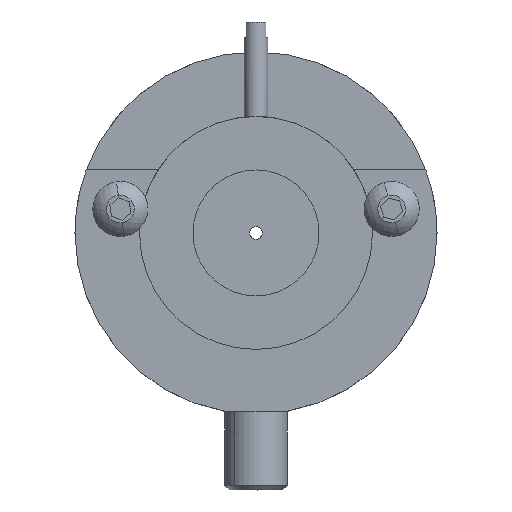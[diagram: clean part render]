
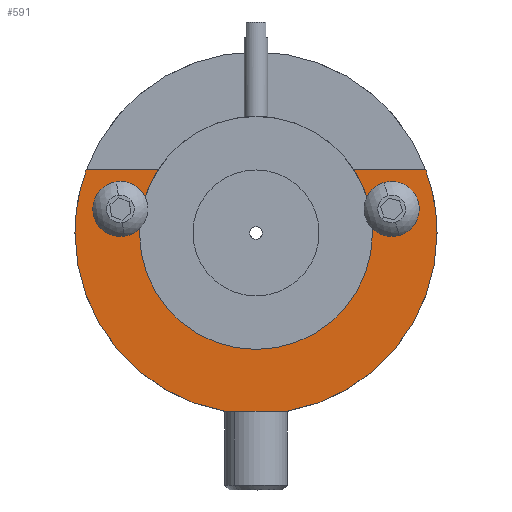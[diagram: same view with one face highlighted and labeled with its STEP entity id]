
A CAD part, top view. The second image highlights one B-rep face of the part: STEP entity #591.
In plain terms, the highlighted planar face has unit normal (0, 0, 1).
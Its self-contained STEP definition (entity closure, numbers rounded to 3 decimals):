
#5 = DIRECTION ( 'NONE',  ( 0., 0., 1. ) ) ;
#32 = DIRECTION ( 'NONE',  ( 0., 0., 1. ) ) ;
#54 = EDGE_LOOP ( 'NONE', ( #1463, #2626 ) ) ;
#56 = VECTOR ( 'NONE', #1177, 1000. ) ;
#63 = CARTESIAN_POINT ( 'NONE',  ( -9.417, 1.519, 2.25 ) ) ;
#82 = DIRECTION ( 'NONE',  ( 0., 0., 1. ) ) ;
#129 = VERTEX_POINT ( 'NONE', #784 ) ;
#163 = CARTESIAN_POINT ( 'NONE',  ( -2., -11.325, 2.25 ) ) ;
#181 = VERTEX_POINT ( 'NONE', #1631 ) ;
#241 = DIRECTION ( 'NONE',  ( 0., 0., 1. ) ) ;
#248 = VERTEX_POINT ( 'NONE', #1621 ) ;
#263 = DIRECTION ( 'NONE',  ( 0., 0., 1. ) ) ;
#288 = CIRCLE ( 'NONE', #1311, 11.5 ) ;
#305 = VECTOR ( 'NONE', #1759, 1000. ) ;
#309 = AXIS2_PLACEMENT_3D ( 'NONE', #1820, #5, #2462 ) ;
#318 = VECTOR ( 'NONE', #2147, 1000. ) ;
#350 = VERTEX_POINT ( 'NONE', #63 ) ;
#406 = ORIENTED_EDGE ( 'NONE', *, *, #2333, .F. ) ;
#407 = FACE_BOUND ( 'NONE', #54, .T. ) ;
#434 = DIRECTION ( 'NONE',  ( 1., 0., 0. ) ) ;
#466 = EDGE_CURVE ( 'NONE', #1004, #483, #1020, .T. ) ;
#483 = VERTEX_POINT ( 'NONE', #1569 ) ;
#516 = DIRECTION ( 'NONE',  ( 0., 0., 1. ) ) ;
#531 = VERTEX_POINT ( 'NONE', #1589 ) ;
#590 = CARTESIAN_POINT ( 'NONE',  ( 0., 0., 2.25 ) ) ;
#591 = ADVANCED_FACE ( 'NONE', ( #632, #407, #1675 ), #605, .T. ) ;
#592 = AXIS2_PLACEMENT_3D ( 'NONE', #1471, #1633, #2287 ) ;
#594 = EDGE_CURVE ( 'NONE', #129, #1034, #975, .T. ) ;
#605 = PLANE ( 'NONE',  #897 ) ;
#613 = EDGE_CURVE ( 'NONE', #350, #248, #1614, .T. ) ;
#632 = FACE_BOUND ( 'NONE', #1127, .T. ) ;
#736 = ORIENTED_EDGE ( 'NONE', *, *, #1105, .T. ) ;
#747 = DIRECTION ( 'NONE',  ( 1., 0., 0. ) ) ;
#754 = DIRECTION ( 'NONE',  ( 1., 0., 0. ) ) ;
#784 = CARTESIAN_POINT ( 'NONE',  ( 7.4, 0., 2.25 ) ) ;
#813 = LINE ( 'NONE', #1626, #56 ) ;
#826 = DIRECTION ( 'NONE',  ( 1., 0., 0. ) ) ;
#865 = ORIENTED_EDGE ( 'NONE', *, *, #466, .F. ) ;
#877 = AXIS2_PLACEMENT_3D ( 'NONE', #1705, #1858, #1476 ) ;
#897 = AXIS2_PLACEMENT_3D ( 'NONE', #1875, #1642, #826 ) ;
#923 = AXIS2_PLACEMENT_3D ( 'NONE', #1146, #516, #2575 ) ;
#932 = VERTEX_POINT ( 'NONE', #163 ) ;
#944 = LINE ( 'NONE', #1152, #305 ) ;
#958 = CIRCLE ( 'NONE', #1812, 11.5 ) ;
#975 = CIRCLE ( 'NONE', #1241, 7.4 ) ;
#1004 = VERTEX_POINT ( 'NONE', #1433 ) ;
#1015 = EDGE_CURVE ( 'NONE', #483, #129, #2478, .T. ) ;
#1020 = CIRCLE ( 'NONE', #1407, 7.4 ) ;
#1034 = VERTEX_POINT ( 'NONE', #1419 ) ;
#1084 = CARTESIAN_POINT ( 'NONE',  ( 2., -11.325, 2.25 ) ) ;
#1088 = CARTESIAN_POINT ( 'NONE',  ( 0., 0., 2.25 ) ) ;
#1105 = EDGE_CURVE ( 'NONE', #2579, #1234, #288, .T. ) ;
#1115 = EDGE_LOOP ( 'NONE', ( #406, #2288, #1472, #1468, #1509, #1121, #865, #2357, #736, #1519 ) ) ;
#1121 = ORIENTED_EDGE ( 'NONE', *, *, #1015, .F. ) ;
#1127 = EDGE_LOOP ( 'NONE', ( #2075, #1292 ) ) ;
#1128 = CIRCLE ( 'NONE', #1466, 11.5 ) ;
#1146 = CARTESIAN_POINT ( 'NONE',  ( -8.617, 1.519, 2.25 ) ) ;
#1152 = CARTESIAN_POINT ( 'NONE',  ( -2., -11.325, 2.25 ) ) ;
#1176 = CIRCLE ( 'NONE', #877, 11.5 ) ;
#1177 = DIRECTION ( 'NONE',  ( 1., 0., 0. ) ) ;
#1197 = DIRECTION ( 'NONE',  ( 0., 0., 1. ) ) ;
#1205 = DIRECTION ( 'NONE',  ( 0., 0., 1. ) ) ;
#1212 = VERTEX_POINT ( 'NONE', #2485 ) ;
#1234 = VERTEX_POINT ( 'NONE', #2095 ) ;
#1241 = AXIS2_PLACEMENT_3D ( 'NONE', #2050, #32, #1832 ) ;
#1292 = ORIENTED_EDGE ( 'NONE', *, *, #613, .F. ) ;
#1304 = EDGE_CURVE ( 'NONE', #1234, #932, #958, .T. ) ;
#1311 = AXIS2_PLACEMENT_3D ( 'NONE', #1088, #241, #2257 ) ;
#1330 = AXIS2_PLACEMENT_3D ( 'NONE', #2221, #1205, #434 ) ;
#1341 = CARTESIAN_POINT ( 'NONE',  ( 0., 0., 2.25 ) ) ;
#1382 = EDGE_CURVE ( 'NONE', #1212, #2497, #1176, .T. ) ;
#1407 = AXIS2_PLACEMENT_3D ( 'NONE', #590, #1197, #747 ) ;
#1419 = CARTESIAN_POINT ( 'NONE',  ( 6.226, 4., 2.25 ) ) ;
#1433 = CARTESIAN_POINT ( 'NONE',  ( -6.226, 4., 2.25 ) ) ;
#1463 = ORIENTED_EDGE ( 'NONE', *, *, #2197, .F. ) ;
#1466 = AXIS2_PLACEMENT_3D ( 'NONE', #1341, #1777, #754 ) ;
#1468 = ORIENTED_EDGE ( 'NONE', *, *, #1617, .F. ) ;
#1471 = CARTESIAN_POINT ( 'NONE',  ( 8.617, 1.519, 2.25 ) ) ;
#1472 = ORIENTED_EDGE ( 'NONE', *, *, #1382, .T. ) ;
#1476 = DIRECTION ( 'NONE',  ( 1., 0., 0. ) ) ;
#1496 = CIRCLE ( 'NONE', #592, 0.8 ) ;
#1499 = AXIS2_PLACEMENT_3D ( 'NONE', #2511, #263, #1644 ) ;
#1509 = ORIENTED_EDGE ( 'NONE', *, *, #594, .F. ) ;
#1519 = ORIENTED_EDGE ( 'NONE', *, *, #1304, .T. ) ;
#1527 = LINE ( 'NONE', #1538, #318 ) ;
#1535 = CIRCLE ( 'NONE', #1499, 0.8 ) ;
#1538 = CARTESIAN_POINT ( 'NONE',  ( -10.782, 4., 2.25 ) ) ;
#1559 = EDGE_CURVE ( 'NONE', #248, #350, #2068, .T. ) ;
#1569 = CARTESIAN_POINT ( 'NONE',  ( -7.4, 0., 2.25 ) ) ;
#1589 = CARTESIAN_POINT ( 'NONE',  ( 9.417, 1.519, 2.25 ) ) ;
#1614 = CIRCLE ( 'NONE', #309, 0.8 ) ;
#1617 = EDGE_CURVE ( 'NONE', #1034, #2497, #1527, .T. ) ;
#1621 = CARTESIAN_POINT ( 'NONE',  ( -7.817, 1.519, 2.25 ) ) ;
#1622 = EDGE_CURVE ( 'NONE', #2143, #1212, #1128, .T. ) ;
#1626 = CARTESIAN_POINT ( 'NONE',  ( -10.782, 4., 2.25 ) ) ;
#1631 = CARTESIAN_POINT ( 'NONE',  ( 7.817, 1.519, 2.25 ) ) ;
#1633 = DIRECTION ( 'NONE',  ( 0., 0., 1. ) ) ;
#1642 = DIRECTION ( 'NONE',  ( 0., 0., 1. ) ) ;
#1644 = DIRECTION ( 'NONE',  ( 1., 0., 0. ) ) ;
#1675 = FACE_OUTER_BOUND ( 'NONE', #1115, .T. ) ;
#1693 = EDGE_CURVE ( 'NONE', #2579, #1004, #813, .T. ) ;
#1705 = CARTESIAN_POINT ( 'NONE',  ( 0., 0., 2.25 ) ) ;
#1759 = DIRECTION ( 'NONE',  ( -1., 0., 0. ) ) ;
#1777 = DIRECTION ( 'NONE',  ( 0., 0., 1. ) ) ;
#1812 = AXIS2_PLACEMENT_3D ( 'NONE', #2555, #82, #2532 ) ;
#1820 = CARTESIAN_POINT ( 'NONE',  ( -8.617, 1.519, 2.25 ) ) ;
#1832 = DIRECTION ( 'NONE',  ( 1., 0., 0. ) ) ;
#1858 = DIRECTION ( 'NONE',  ( 0., 0., 1. ) ) ;
#1875 = CARTESIAN_POINT ( 'NONE',  ( 0., 0., 2.25 ) ) ;
#2050 = CARTESIAN_POINT ( 'NONE',  ( 0., 0., 2.25 ) ) ;
#2068 = CIRCLE ( 'NONE', #923, 0.8 ) ;
#2075 = ORIENTED_EDGE ( 'NONE', *, *, #1559, .F. ) ;
#2095 = CARTESIAN_POINT ( 'NONE',  ( -11.5, 0., 2.25 ) ) ;
#2143 = VERTEX_POINT ( 'NONE', #1084 ) ;
#2147 = DIRECTION ( 'NONE',  ( 1., 0., 0. ) ) ;
#2197 = EDGE_CURVE ( 'NONE', #531, #181, #1496, .T. ) ;
#2221 = CARTESIAN_POINT ( 'NONE',  ( 0., 0., 2.25 ) ) ;
#2225 = CARTESIAN_POINT ( 'NONE',  ( 10.782, 4., 2.25 ) ) ;
#2257 = DIRECTION ( 'NONE',  ( 1., 0., 0. ) ) ;
#2287 = DIRECTION ( 'NONE',  ( 1., 0., 0. ) ) ;
#2288 = ORIENTED_EDGE ( 'NONE', *, *, #1622, .T. ) ;
#2333 = EDGE_CURVE ( 'NONE', #2143, #932, #944, .T. ) ;
#2357 = ORIENTED_EDGE ( 'NONE', *, *, #1693, .F. ) ;
#2462 = DIRECTION ( 'NONE',  ( 1., 0., 0. ) ) ;
#2478 = CIRCLE ( 'NONE', #1330, 7.4 ) ;
#2482 = CARTESIAN_POINT ( 'NONE',  ( -10.782, 4., 2.25 ) ) ;
#2485 = CARTESIAN_POINT ( 'NONE',  ( 11.5, 0., 2.25 ) ) ;
#2497 = VERTEX_POINT ( 'NONE', #2225 ) ;
#2511 = CARTESIAN_POINT ( 'NONE',  ( 8.617, 1.519, 2.25 ) ) ;
#2532 = DIRECTION ( 'NONE',  ( 1., 0., 0. ) ) ;
#2555 = CARTESIAN_POINT ( 'NONE',  ( 0., 0., 2.25 ) ) ;
#2575 = DIRECTION ( 'NONE',  ( 1., 0., 0. ) ) ;
#2579 = VERTEX_POINT ( 'NONE', #2482 ) ;
#2604 = EDGE_CURVE ( 'NONE', #181, #531, #1535, .T. ) ;
#2626 = ORIENTED_EDGE ( 'NONE', *, *, #2604, .F. ) ;
